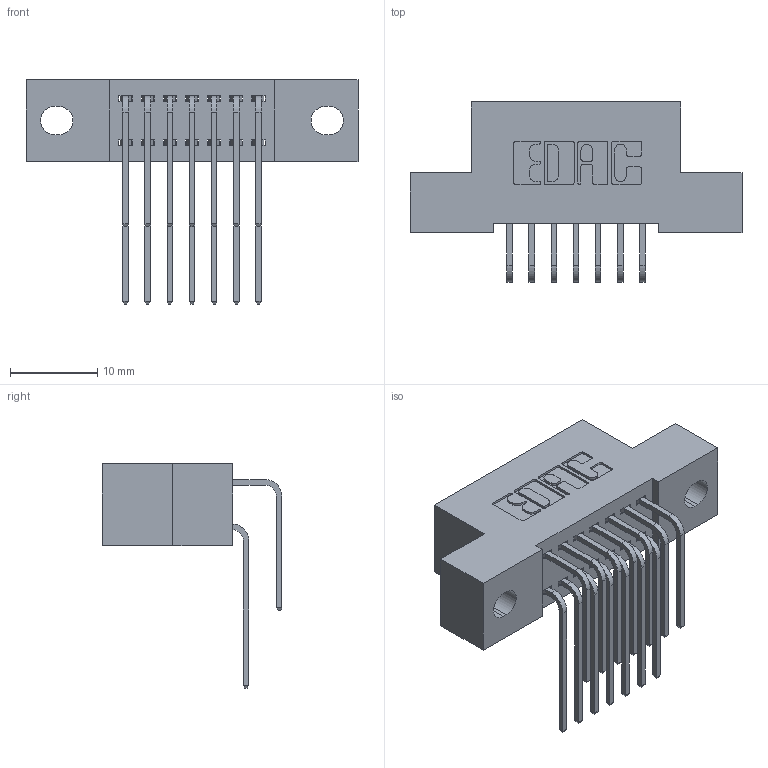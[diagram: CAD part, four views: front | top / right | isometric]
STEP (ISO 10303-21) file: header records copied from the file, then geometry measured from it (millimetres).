
FILE_DESCRIPTION (( 'STEP AP203' ), '1' );
FILE_NAME ('342-014-559-202.STEP', '2019-10-01T18:10:39', ( '' ), ( '' ), 'SwSTEP 2.0', 'SolidWorks 2016', '' );
FILE_SCHEMA (( 'CONFIG_CONTROL_DESIGN' ));
Length unit declared in the file: inch
Products named in the file (4): 342-014-559-202; 342 Part_.128 Slot; 345-292-001_558 559 Tail - 1; 345-292-001_559 Tail - 2
Assembly tree (15 placements, depth 2):
  342-014-559-202
    342 Part_.128 Slot
    345-292-001_558 559 Tail - 1  x7
    345-292-001_559 Tail - 2  x7
Bounding box: 38.1 x 20.64 x 25.78 mm (x, y, z)
Volume: 3286.2 mm3; surface area: 4611.6 mm2
Topology: 15 solids, 15 shells, 870 faces, 2565 edges, 1690 vertices
Faces by surface type: plane 602, cylinder 268
Entity records: 10817 total; most frequent: CARTESIAN_POINT 1885, ORIENTED_EDGE 1770, DIRECTION 1653, EDGE_CURVE 885, LINE 717, VECTOR 717, VERTEX_POINT 586, AXIS2_PLACEMENT_3D 468
